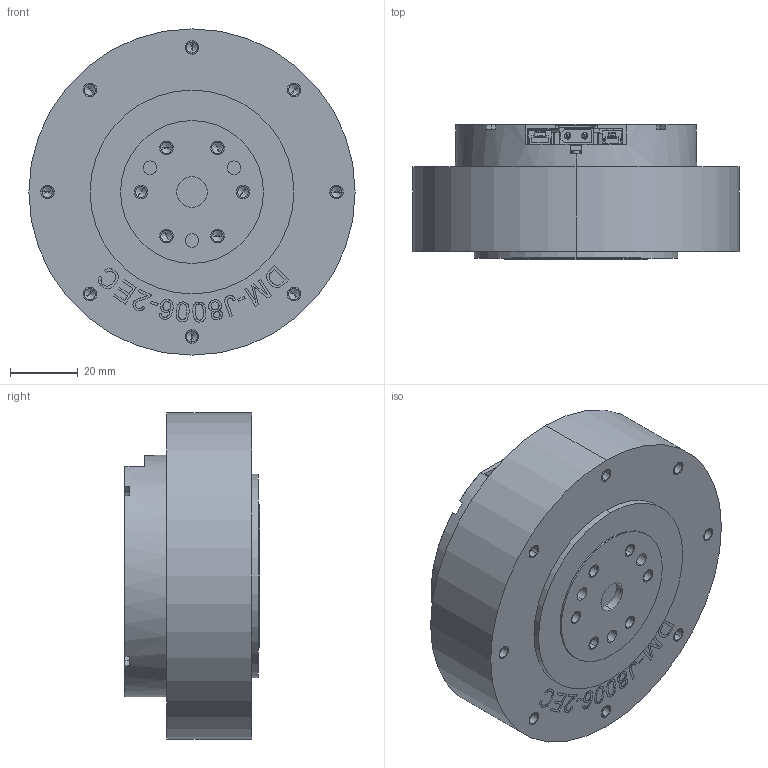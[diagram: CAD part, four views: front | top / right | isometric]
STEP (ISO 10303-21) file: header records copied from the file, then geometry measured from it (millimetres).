
FILE_DESCRIPTION((''),'2;1');
FILE_NAME('DM-J8006_V1_1-3D_20001','2024-08-22T15:18:10',('005'),(''),'CREO PARAMETRIC BY PTC INC, 2020053','CREO PARAMETRIC BY PTC INC, 2020053','');
FILE_SCHEMA(('CONFIG_CONTROL_DESIGN'));
Length unit declared in the file: millimetre
Products named in the file (4): DM_8108_3D; 8108_0001; DM80-V3_0-240723; DM-J8006_V1_1-3D_20001
Assembly tree (3 placements, depth 2):
  DM-J8006_V1_1-3D_20001
    DM_8108_3D
    8108_0001
    DM80-V3_0-240723
Bounding box: 96 x 39.9 x 96 mm (x, y, z)
Volume: 198846 mm3; surface area: 45230.4 mm2
Topology: 3 solids, 25 shells, 1163 faces, 3194 edges, 2106 vertices
Faces by surface type: plane 623, cylinder 229, extrusion 227, cone 72, bspline 8, torus 4
Entity records: 39823 total; most frequent: CARTESIAN_POINT 10632, ORIENTED_EDGE 6212, DIRECTION 5391, EDGE_CURVE 3150, VECTOR 2261, VERTEX_POINT 2106, LINE 2034, AXIS2_PLACEMENT_3D 1565
